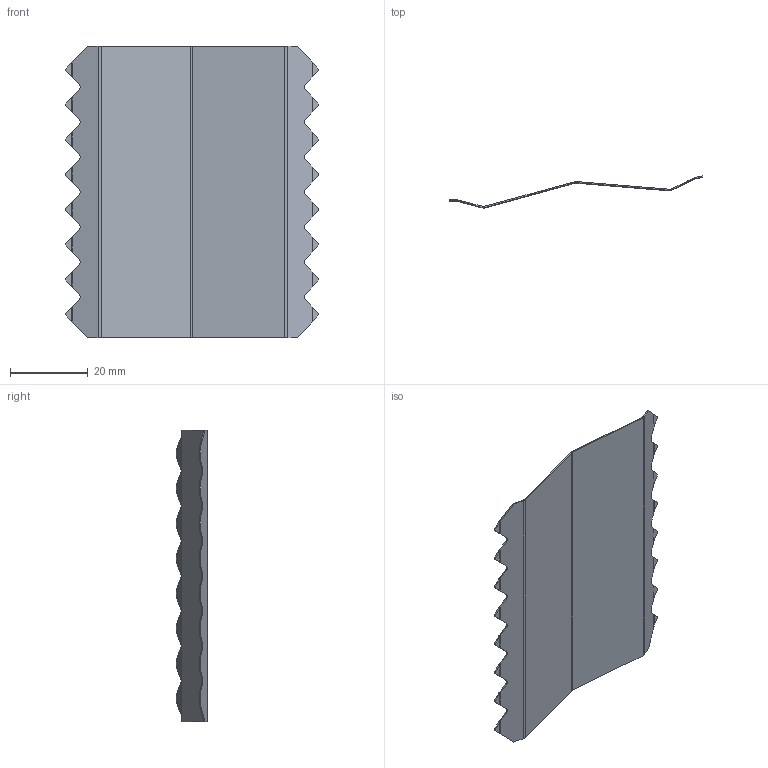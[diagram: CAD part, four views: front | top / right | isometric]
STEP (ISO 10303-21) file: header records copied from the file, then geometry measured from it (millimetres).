
FILE_DESCRIPTION(('CoCreate Modeling STEP Export'),'2;1');
FILE_NAME('6247472.stp','2016-10-05T13:25:43',(''),(''),'CoCreate Modeling STEP processor for AP214 (Solid Model)','CoCreate Modeling 16.00B 02-Dec-2008 (C) Parametric Technology GmbH','');
FILE_SCHEMA(('AUTOMOTIVE_DESIGN { 1 0 10303 214 1 1 1 1 }'));
Length unit declared in the file: millimetre
Products named in the file (1): Stossstellenverbinder
Bounding box: 65.33 x 8.16 x 75 mm (x, y, z)
Volume: 1409.8 mm3; surface area: 9493.4 mm2
Topology: 1 solids, 1 shells, 274 faces, 740 edges, 468 vertices
Faces by surface type: plane 144, cylinder 98, bspline 32
Entity records: 8596 total; most frequent: CARTESIAN_POINT 2129, ORIENTED_EDGE 1480, DIRECTION 1050, EDGE_CURVE 740, VECTOR 480, LINE 480, VERTEX_POINT 468, AXIS2_PLACEMENT_3D 285
